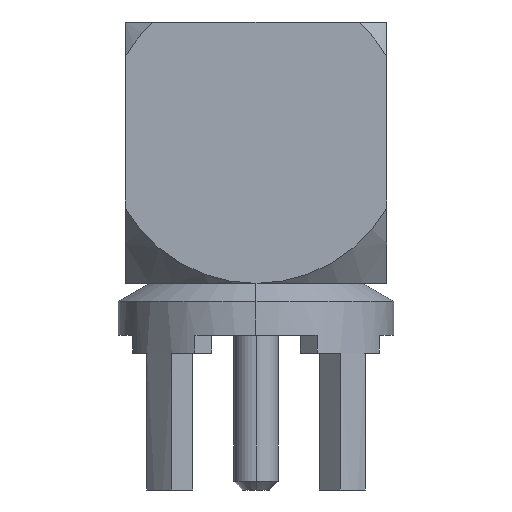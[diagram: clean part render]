
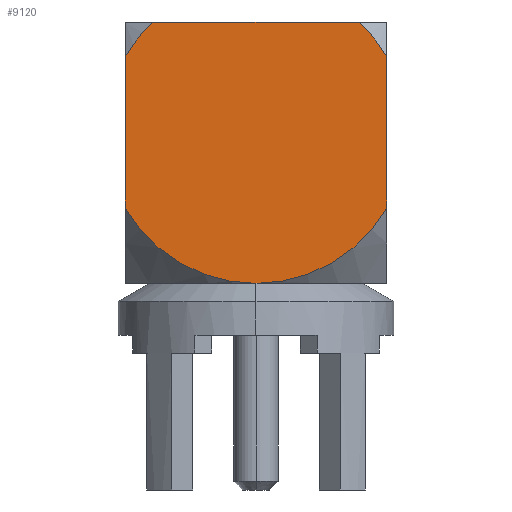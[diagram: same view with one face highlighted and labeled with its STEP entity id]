
A CAD part, left-side view. The second image highlights one B-rep face of the part: STEP entity #9120.
In plain terms, the highlighted planar face has unit normal (-1, 0, 0).
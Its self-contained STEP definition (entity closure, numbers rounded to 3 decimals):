
#336=CARTESIAN_POINT('',(-3.48,0.,-4.343));
#346=CARTESIAN_POINT('',(-3.48,3.759,2.176));
#353=CARTESIAN_POINT('',(-3.48,-2.964,3.175));
#360=DIRECTION('',(0.,-1.,0.));
#361=VECTOR('',#360,5.928);
#362=CARTESIAN_POINT('',(-3.48,2.964,3.175));
#363=LINE('',#362,#361);
#369=CARTESIAN_POINT('',(-3.48,2.964,3.175));
#375=CARTESIAN_POINT('',(-3.48,-3.759,2.176));
#401=DIRECTION('',(0.,0.,-1.));
#402=VECTOR('',#401,4.351);
#403=CARTESIAN_POINT('',(-3.48,-3.759,2.176));
#404=LINE('',#403,#402);
#2333=CARTESIAN_POINT('',(-3.48,0.,0.));
#2334=DIRECTION('',(-1.,0.,0.));
#2335=DIRECTION('',(0.,-0.865,0.501));
#2336=AXIS2_PLACEMENT_3D('',#2333,#2334,#2335);
#2338=CARTESIAN_POINT('',(-3.48,0.,0.));
#2339=DIRECTION('',(-1.,0.,0.));
#2340=DIRECTION('',(0.,0.,-1.));
#2341=AXIS2_PLACEMENT_3D('',#2338,#2339,#2340);
#2343=CARTESIAN_POINT('',(-3.48,0.,0.));
#2344=DIRECTION('',(-1.,0.,0.));
#2345=DIRECTION('',(0.,0.865,-0.501));
#2346=AXIS2_PLACEMENT_3D('',#2343,#2344,#2345);
#2348=DIRECTION('',(0.,0.,-1.));
#2349=VECTOR('',#2348,4.351);
#2350=CARTESIAN_POINT('',(-3.48,3.759,2.176));
#2351=LINE('',#2350,#2349);
#2352=CARTESIAN_POINT('',(-3.48,0.,0.));
#2353=DIRECTION('',(-1.,0.,0.));
#2354=DIRECTION('',(0.,0.682,0.731));
#2355=AXIS2_PLACEMENT_3D('',#2352,#2353,#2354);
#2536=VERTEX_POINT('',#336);
#2551=CARTESIAN_POINT('',(-3.48,-3.759,-2.176));
#2552=VERTEX_POINT('',#2551);
#2574=VERTEX_POINT('',#369);
#2575=VERTEX_POINT('',#346);
#2626=VERTEX_POINT('',#375);
#2644=VERTEX_POINT('',#353);
#2646=CARTESIAN_POINT('',(-3.48,3.759,-2.176));
#2647=VERTEX_POINT('',#2646);
#9106=CARTESIAN_POINT('',(-3.48,-3.759,-4.343));
#9107=DIRECTION('',(-1.,0.,0.));
#9108=DIRECTION('',(0.,0.,1.));
#9109=AXIS2_PLACEMENT_3D('',#9106,#9107,#9108);
#9110=PLANE('',#9109);
#9111=ORIENTED_EDGE('',*,*,#3321,.F.);
#9112=ORIENTED_EDGE('',*,*,#3341,.T.);
#9113=ORIENTED_EDGE('',*,*,#9099,.F.);
#9114=ORIENTED_EDGE('',*,*,#3251,.F.);
#9115=ORIENTED_EDGE('',*,*,#3263,.F.);
#9116=ORIENTED_EDGE('',*,*,#3285,.F.);
#9117=ORIENTED_EDGE('',*,*,#3298,.T.);
#9118=EDGE_LOOP('',(#9111,#9112,#9113,#9114,#9115,#9116,#9117));
#9119=FACE_OUTER_BOUND('',#9118,.F.);
#9120=ADVANCED_FACE('',(#9119),#9110,.T.);
#2337=CIRCLE('',#2336,4.343);
#2342=CIRCLE('',#2341,4.343);
#2347=CIRCLE('',#2346,4.343);
#2356=CIRCLE('',#2355,4.343);
#3251=EDGE_CURVE('',#2647,#2536,#2347,.T.);
#3263=EDGE_CURVE('',#2575,#2647,#2351,.T.);
#3285=EDGE_CURVE('',#2574,#2575,#2356,.T.);
#3298=EDGE_CURVE('',#2574,#2644,#363,.T.);
#3321=EDGE_CURVE('',#2626,#2644,#2337,.T.);
#3341=EDGE_CURVE('',#2626,#2552,#404,.T.);
#9099=EDGE_CURVE('',#2536,#2552,#2342,.T.);
